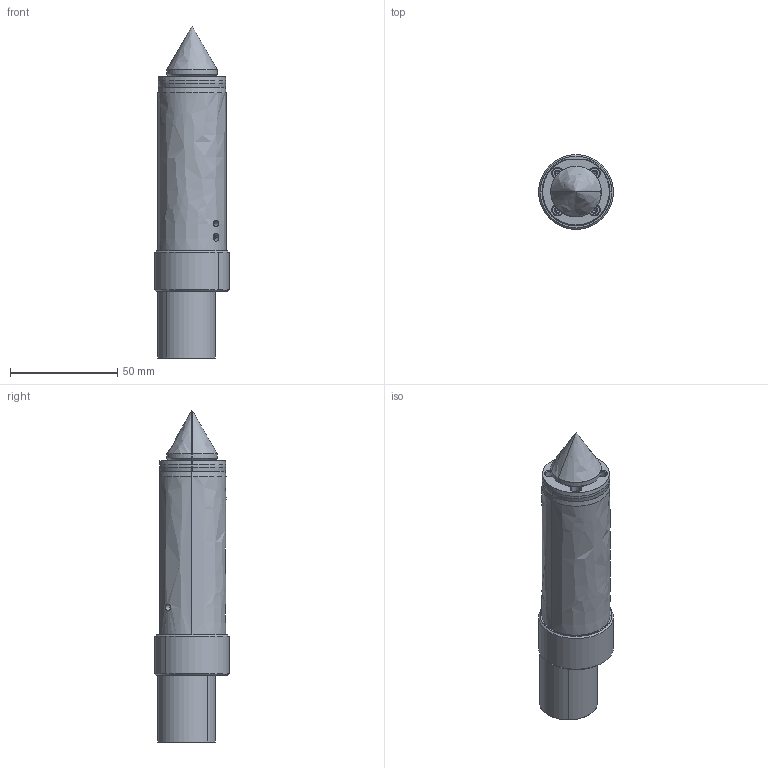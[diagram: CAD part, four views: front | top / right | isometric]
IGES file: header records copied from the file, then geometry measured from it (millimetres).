
Start section: SolidWorks IGES file using analytic representation for surfaces
Global section: file name: TP106.IGS; native system: SolidWorks 2007; preprocessor: SolidWorks 2007; author: tmiller; date: 080916.093641; units: inch
Bounding box: 34.79 x 34.79 x 154.95 mm (x, y, z)
Surface area: 32638.1 mm2 (no closed solid volume)
Topology: 0 solids, 0 shells, 305 faces, 3518 edges, 3500 vertices
Faces by surface type: revolution 214, bspline 91
